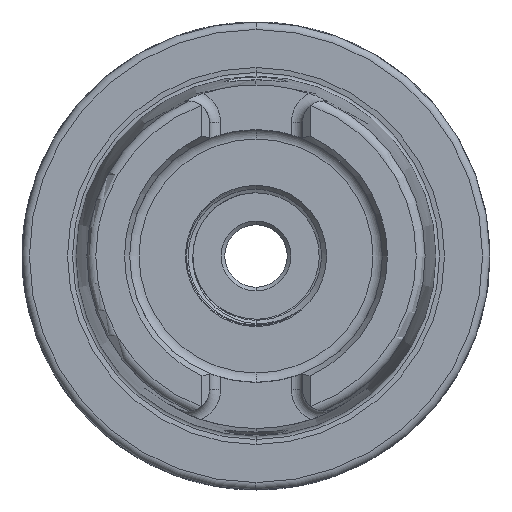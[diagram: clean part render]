
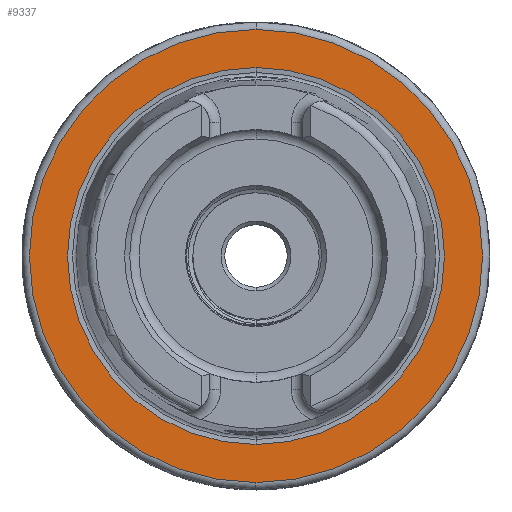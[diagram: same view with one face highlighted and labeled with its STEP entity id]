
A CAD part, left-side view. The second image highlights one B-rep face of the part: STEP entity #9337.
In plain terms, the highlighted planar face has unit normal (-1, 0, 0).
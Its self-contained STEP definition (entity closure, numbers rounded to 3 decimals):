
#1396 = CARTESIAN_POINT ( 'NONE',  ( 0., 0., -30.5 ) ) ;
#1459 = CARTESIAN_POINT ( 'NONE',  ( 0., 0., 30.5 ) ) ;
#1489 = CARTESIAN_POINT ( 'NONE',  ( 0., 0., 25.369 ) ) ;
#1498 = CARTESIAN_POINT ( 'NONE',  ( 0., 0., -25.369 ) ) ;
#3212 = CARTESIAN_POINT ( 'NONE',  ( 0., 0., 0. ) ) ;
#3263 = DIRECTION ( 'NONE',  ( -1., 0., 0. ) ) ;
#3288 = DIRECTION ( 'NONE',  ( 0., 0., 1. ) ) ;
#3884 = AXIS2_PLACEMENT_3D ( 'NONE', #3212, #3263, #3288 ) ;
#3892 = AXIS2_PLACEMENT_3D ( 'NONE', #6894, #6877, #6867 ) ;
#3962 = AXIS2_PLACEMENT_3D ( 'NONE', #7404, #7422, #7393 ) ;
#3972 = AXIS2_PLACEMENT_3D ( 'NONE', #7497, #7496, #7493 ) ;
#6867 = DIRECTION ( 'NONE',  ( 0., 0., -1. ) ) ;
#6877 = DIRECTION ( 'NONE',  ( 1., 0., 0. ) ) ;
#6894 = CARTESIAN_POINT ( 'NONE',  ( 0., 0., 0. ) ) ;
#7393 = DIRECTION ( 'NONE',  ( 0., 0., -1. ) ) ;
#7404 = CARTESIAN_POINT ( 'NONE',  ( 0., 0., 0. ) ) ;
#7422 = DIRECTION ( 'NONE',  ( 1., 0., 0. ) ) ;
#7493 = DIRECTION ( 'NONE',  ( 0., 0., 1. ) ) ;
#7496 = DIRECTION ( 'NONE',  ( -1., 0., 0. ) ) ;
#7497 = CARTESIAN_POINT ( 'NONE',  ( 0., 0., 0. ) ) ;
#9337 = ADVANCED_FACE ( 'NONE', ( #15373, #15374 ), #12443, .T. ) ;
#12443 = PLANE ( 'NONE',  #23042 ) ;
#12452 = DIRECTION ( 'NONE',  ( -1., 0., 0. ) ) ;
#12463 = CARTESIAN_POINT ( 'NONE',  ( 0., 25.369, 0. ) ) ;
#12465 = DIRECTION ( 'NONE',  ( 0., 0., 1. ) ) ;
#15373 = FACE_OUTER_BOUND ( 'NONE', #15892, .T. ) ;
#15374 = FACE_BOUND ( 'NONE', #15886, .T. ) ;
#15886 = EDGE_LOOP ( 'NONE', ( #29177, #29400 ) ) ;
#15892 = EDGE_LOOP ( 'NONE', ( #29116, #29175 ) ) ;
#18201 = VERTEX_POINT ( 'NONE', #1396 ) ;
#18215 = VERTEX_POINT ( 'NONE', #1489 ) ;
#18264 = VERTEX_POINT ( 'NONE', #1498 ) ;
#18277 = VERTEX_POINT ( 'NONE', #1459 ) ;
#20140 = CIRCLE ( 'NONE', #3884, 30.5 ) ;
#20245 = CIRCLE ( 'NONE', #3892, 25.369 ) ;
#20328 = CIRCLE ( 'NONE', #3962, 25.369 ) ;
#20354 = CIRCLE ( 'NONE', #3972, 30.5 ) ;
#23042 = AXIS2_PLACEMENT_3D ( 'NONE', #12463, #12452, #12465 ) ;
#23330 = EDGE_CURVE ( 'NONE', #18201, #18277, #20140, .T. ) ;
#23433 = EDGE_CURVE ( 'NONE', #18264, #18215, #20245, .T. ) ;
#23531 = EDGE_CURVE ( 'NONE', #18215, #18264, #20328, .T. ) ;
#23545 = EDGE_CURVE ( 'NONE', #18277, #18201, #20354, .T. ) ;
#29116 = ORIENTED_EDGE ( 'NONE', *, *, #23545, .T. ) ;
#29175 = ORIENTED_EDGE ( 'NONE', *, *, #23330, .T. ) ;
#29177 = ORIENTED_EDGE ( 'NONE', *, *, #23531, .T. ) ;
#29400 = ORIENTED_EDGE ( 'NONE', *, *, #23433, .T. ) ;
